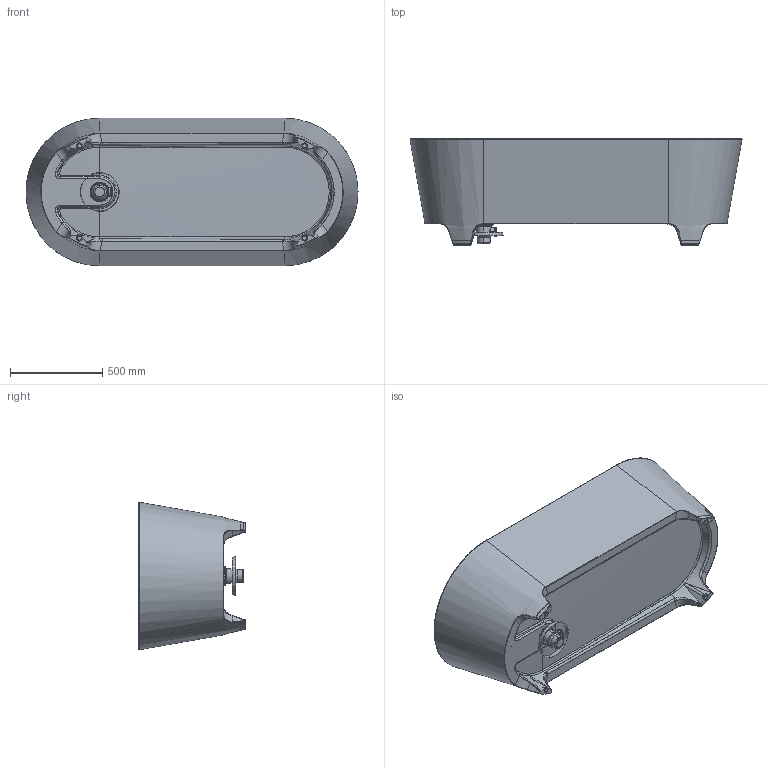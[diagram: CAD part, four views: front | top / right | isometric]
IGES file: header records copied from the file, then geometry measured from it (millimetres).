
Start section: SolidWorks IGES file using analytic representation for surfaces
Global section: file name: AMAN 1800x800 + VALVULA.IGS; native system: SolidWorks 2016; preprocessor: SolidWorks 2016; author: carjor03; date: 190524.110214; units: millimetre
Bounding box: 1799.17 x 575 x 799.17 mm (x, y, z)
Surface area: 6188895.8 mm2 (no closed solid volume)
Topology: 0 solids, 0 shells, 1206 faces, 25474 edges, 25465 vertices
Faces by surface type: revolution 671, bspline 535
